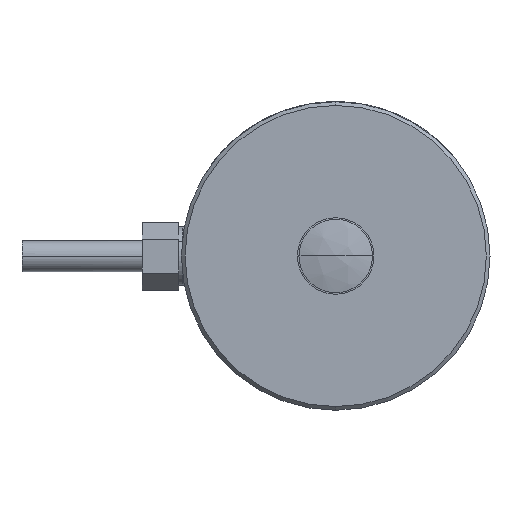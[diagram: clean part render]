
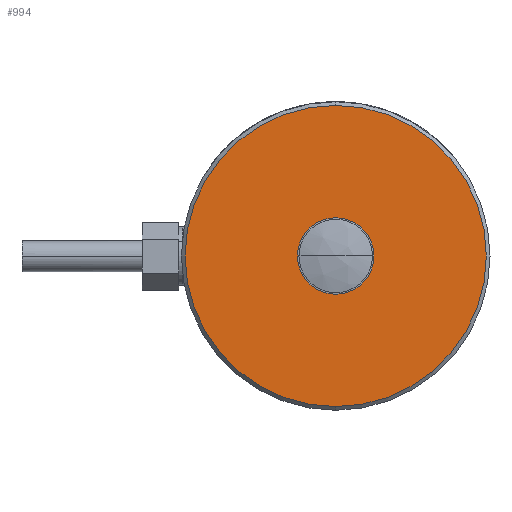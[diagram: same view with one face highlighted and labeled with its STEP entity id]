
A CAD part, left-side view. The second image highlights one B-rep face of the part: STEP entity #994.
In plain terms, the highlighted planar face has unit normal (-1, 0, 0).
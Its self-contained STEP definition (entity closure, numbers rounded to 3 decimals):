
#994=ADVANCED_FACE('20:70',(#2157,#2158),#2159,.T.);
#2157=FACE_BOUND('',#5616,.T.);
#2158=FACE_OUTER_BOUND('',#5617,.T.);
#2159=PLANE('',#5618);
#5616=EDGE_LOOP('',(#9690,#9691,#9692));
#5617=EDGE_LOOP('',(#9693,#9694));
#5618=AXIS2_PLACEMENT_3D('',#9695,#9696,#9697);
#9690=ORIENTED_EDGE('',*,*,#12504,.T.);
#9691=ORIENTED_EDGE('',*,*,#12281,.T.);
#9692=ORIENTED_EDGE('',*,*,#12505,.T.);
#9693=ORIENTED_EDGE('',*,*,#11509,.F.);
#9694=ORIENTED_EDGE('',*,*,#12506,.F.);
#9695=CARTESIAN_POINT('',(-4.467,13.1,0.));
#9696=DIRECTION('',(-1.,0.,0.));
#9697=DIRECTION('',(0.,-1.,0.));
#11509=EDGE_CURVE('20:172',#13140,#13136,#13142,.T.);
#12281=EDGE_CURVE('',#14407,#14405,#14408,.T.);
#12504=EDGE_CURVE('20:163',#14732,#14407,#14733,.T.);
#12505=EDGE_CURVE('',#14405,#14732,#14734,.T.);
#12506=EDGE_CURVE('',#13136,#13140,#14735,.T.);
#13136=VERTEX_POINT('',#15569);
#13140=VERTEX_POINT('',#15574);
#13142=CIRCLE('',#15577,20.5);
#14405=VERTEX_POINT('',#19429);
#14407=VERTEX_POINT('',#19431);
#14408=CIRCLE('',#19432,5.2);
#14732=VERTEX_POINT('',#20200);
#14733=CIRCLE('',#20201,5.2);
#14734=CIRCLE('',#20202,5.2);
#14735=CIRCLE('',#20203,20.5);
#15569=CARTESIAN_POINT('',(-4.467,-20.5,0.));
#15574=CARTESIAN_POINT('',(-4.467,20.5,0.));
#15577=AXIS2_PLACEMENT_3D('',#21785,#21786,#21787);
#19429=CARTESIAN_POINT('',(-4.467,0.,-5.2));
#19431=CARTESIAN_POINT('',(-4.467,0.,5.2));
#19432=AXIS2_PLACEMENT_3D('',#22620,#22621,#22622);
#20200=CARTESIAN_POINT('',(-4.467,5.2,0.));
#20201=AXIS2_PLACEMENT_3D('',#22847,#22848,#22849);
#20202=AXIS2_PLACEMENT_3D('',#22850,#22851,#22852);
#20203=AXIS2_PLACEMENT_3D('',#22853,#22854,#22855);
#21785=CARTESIAN_POINT('',(-4.467,0.,0.));
#21786=DIRECTION('',(1.,0.,0.));
#21787=DIRECTION('',(0.,-1.,0.));
#22620=CARTESIAN_POINT('',(-4.467,0.,0.));
#22621=DIRECTION('',(1.,0.,0.));
#22622=DIRECTION('',(0.,1.,0.));
#22847=CARTESIAN_POINT('',(-4.467,0.,0.));
#22848=DIRECTION('',(1.,0.,0.));
#22849=DIRECTION('',(0.,1.,0.));
#22850=CARTESIAN_POINT('',(-4.467,0.,0.));
#22851=DIRECTION('',(1.,0.,0.));
#22852=DIRECTION('',(0.,1.,0.));
#22853=CARTESIAN_POINT('',(-4.467,0.,0.));
#22854=DIRECTION('',(1.,0.,0.));
#22855=DIRECTION('',(0.,-1.,0.));
